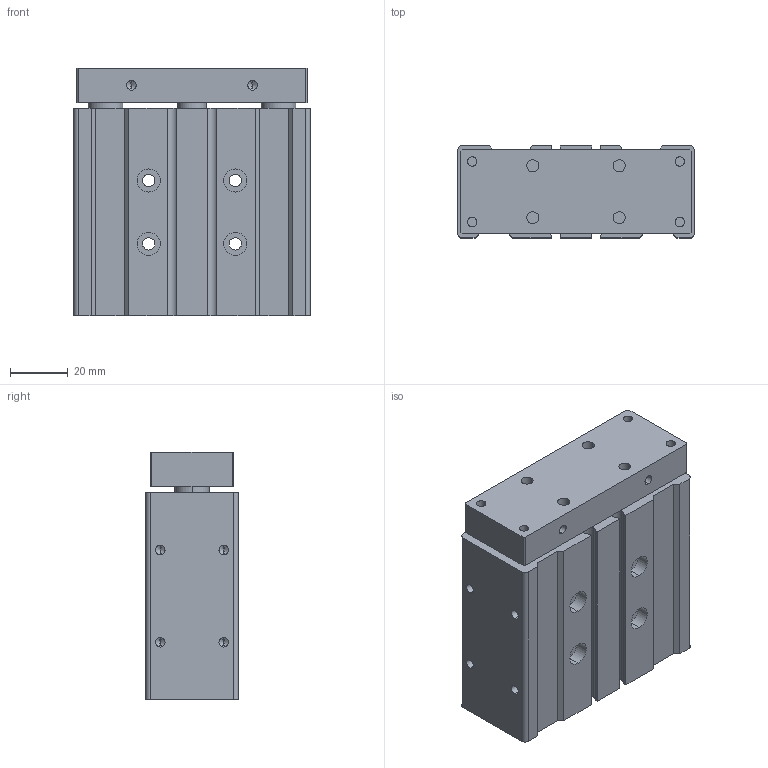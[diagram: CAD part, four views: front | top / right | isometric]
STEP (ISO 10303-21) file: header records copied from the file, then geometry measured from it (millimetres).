
FILE_DESCRIPTION (( 'STEP AP203' ), '1' );
FILE_NAME ('MCB-20 Corsa 25.STEP', '2007-04-19T12:51:07', ( 'Utente' ), ( '' ), 'SwSTEP 2.0', 'SolidWorks 2004231', '' );
FILE_SCHEMA (( 'CONFIG_CONTROL_DESIGN' ));
Length unit declared in the file: millimetre
Products named in the file (3): Testata; Corpo; MCB-20 Corsa 25
Assembly tree (2 placements, depth 2):
  MCB-20 Corsa 25
    Testata
    Corpo
Bounding box: 82 x 32 x 86 mm (x, y, z)
Volume: 197915.2 mm3; surface area: 43763.1 mm2
Topology: 2 solids, 2 shells, 220 faces, 556 edges, 338 vertices
Faces by surface type: cylinder 116, plane 68, cone 36
Entity records: 6741 total; most frequent: DIRECTION 1194, CARTESIAN_POINT 1107, ORIENTED_EDGE 1040, EDGE_CURVE 520, AXIS2_PLACEMENT_3D 457, VERTEX_POINT 338, VECTOR 280, LINE 280
